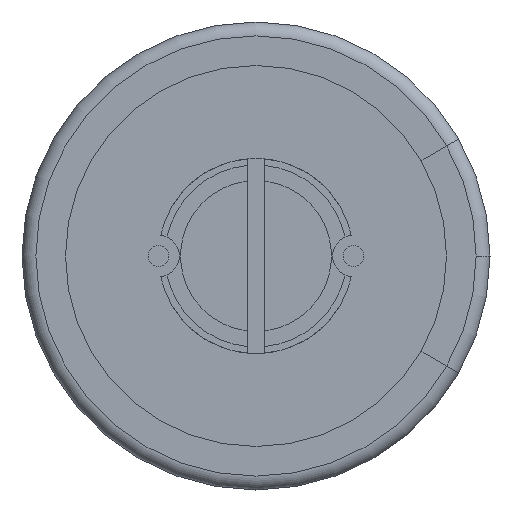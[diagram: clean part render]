
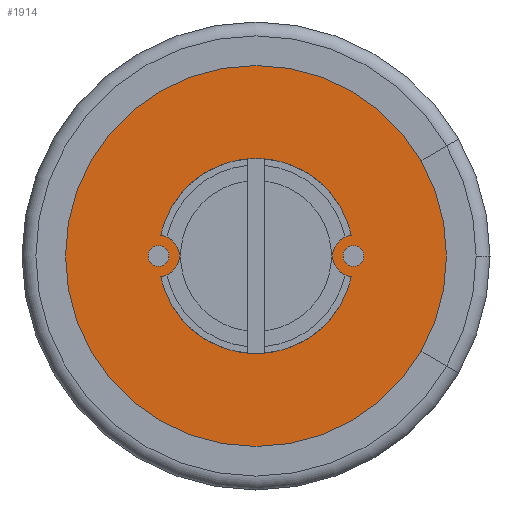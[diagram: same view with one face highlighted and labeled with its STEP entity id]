
A CAD part, front view. The second image highlights one B-rep face of the part: STEP entity #1914.
In plain terms, the highlighted planar face has unit normal (0, -1, 0).
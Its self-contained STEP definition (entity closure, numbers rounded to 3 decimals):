
#46 = EDGE_CURVE ( 'NONE', #2751, #1345, #287, .T. ) ;
#125 = CIRCLE ( 'NONE', #960, 7.326 ) ;
#138 = AXIS2_PLACEMENT_3D ( 'NONE', #1383, #2503, #2522 ) ;
#159 = AXIS2_PLACEMENT_3D ( 'NONE', #2890, #425, #2629 ) ;
#163 = CIRCLE ( 'NONE', #806, 3.75 ) ;
#165 = FACE_OUTER_BOUND ( 'NONE', #1325, .T. ) ;
#187 = CARTESIAN_POINT ( 'NONE',  ( 0., 0.95, 0. ) ) ;
#287 = CIRCLE ( 'NONE', #1932, 0.8 ) ;
#331 = ORIENTED_EDGE ( 'NONE', *, *, #46, .F. ) ;
#332 = CIRCLE ( 'NONE', #2422, 3.75 ) ;
#425 = DIRECTION ( 'NONE',  ( 0., 1., 0. ) ) ;
#430 = CIRCLE ( 'NONE', #138, 7.326 ) ;
#432 = PLANE ( 'NONE',  #159 ) ;
#692 = DIRECTION ( 'NONE',  ( 0., -1., 0. ) ) ;
#751 = CARTESIAN_POINT ( 'NONE',  ( 6.344, 0.95, -3.663 ) ) ;
#785 = VERTEX_POINT ( 'NONE', #1741 ) ;
#806 = AXIS2_PLACEMENT_3D ( 'NONE', #1792, #2666, #1565 ) ;
#839 = EDGE_LOOP ( 'NONE', ( #331, #867, #1440, #1382, #939 ) ) ;
#858 = DIRECTION ( 'NONE',  ( -1., 0., 0. ) ) ;
#867 = ORIENTED_EDGE ( 'NONE', *, *, #2447, .F. ) ;
#933 = DIRECTION ( 'NONE',  ( 1., 0., 0. ) ) ;
#939 = ORIENTED_EDGE ( 'NONE', *, *, #1021, .F. ) ;
#940 = EDGE_CURVE ( 'NONE', #2582, #2569, #430, .T. ) ;
#960 = AXIS2_PLACEMENT_3D ( 'NONE', #187, #1084, #1327 ) ;
#1021 = EDGE_CURVE ( 'NONE', #1345, #2516, #1620, .T. ) ;
#1038 = CARTESIAN_POINT ( 'NONE',  ( 0., 0.95, 0. ) ) ;
#1039 = EDGE_CURVE ( 'NONE', #785, #2516, #1772, .T. ) ;
#1084 = DIRECTION ( 'NONE',  ( 0., -1., 0. ) ) ;
#1131 = CARTESIAN_POINT ( 'NONE',  ( 0., 0.95, 0. ) ) ;
#1137 = DIRECTION ( 'NONE',  ( 0., -1., 0. ) ) ;
#1151 = DIRECTION ( 'NONE',  ( 0., -1., 0. ) ) ;
#1173 = CARTESIAN_POINT ( 'NONE',  ( 3.75, 0.95, 0. ) ) ;
#1290 = ORIENTED_EDGE ( 'NONE', *, *, #940, .T. ) ;
#1325 = EDGE_LOOP ( 'NONE', ( #2613, #1290, #2535 ) ) ;
#1327 = DIRECTION ( 'NONE',  ( 1., 0., 0. ) ) ;
#1345 = VERTEX_POINT ( 'NONE', #1963 ) ;
#1350 = DIRECTION ( 'NONE',  ( -1., 0., 0. ) ) ;
#1358 = AXIS2_PLACEMENT_3D ( 'NONE', #2062, #1137, #1350 ) ;
#1382 = ORIENTED_EDGE ( 'NONE', *, *, #1039, .T. ) ;
#1383 = CARTESIAN_POINT ( 'NONE',  ( 0., 0.95, 0. ) ) ;
#1400 = AXIS2_PLACEMENT_3D ( 'NONE', #1131, #692, #933 ) ;
#1440 = ORIENTED_EDGE ( 'NONE', *, *, #1647, .F. ) ;
#1445 = DIRECTION ( 'NONE',  ( -1., 0., 0. ) ) ;
#1536 = CARTESIAN_POINT ( 'NONE',  ( -3.75, 0.95, 0. ) ) ;
#1565 = DIRECTION ( 'NONE',  ( -1., 0., 0. ) ) ;
#1620 = CIRCLE ( 'NONE', #1358, 3.75 ) ;
#1647 = EDGE_CURVE ( 'NONE', #785, #1943, #332, .T. ) ;
#1653 = VERTEX_POINT ( 'NONE', #1716 ) ;
#1716 = CARTESIAN_POINT ( 'NONE',  ( 6.344, 0.95, 3.663 ) ) ;
#1741 = CARTESIAN_POINT ( 'NONE',  ( 3.665, 0.95, 0.795 ) ) ;
#1751 = DIRECTION ( 'NONE',  ( 0., 1., 0. ) ) ;
#1772 = CIRCLE ( 'NONE', #2808, 0.8 ) ;
#1782 = CARTESIAN_POINT ( 'NONE',  ( -3.665, 0.95, 0.795 ) ) ;
#1792 = CARTESIAN_POINT ( 'NONE',  ( 0., 0.95, 0. ) ) ;
#1850 = FACE_BOUND ( 'NONE', #839, .T. ) ;
#1899 = EDGE_CURVE ( 'NONE', #2569, #1653, #125, .T. ) ;
#1914 = ADVANCED_FACE ( 'NONE', ( #1850, #165 ), #432, .F. ) ;
#1932 = AXIS2_PLACEMENT_3D ( 'NONE', #1536, #1751, #858 ) ;
#1943 = VERTEX_POINT ( 'NONE', #1993 ) ;
#1963 = CARTESIAN_POINT ( 'NONE',  ( -3.665, 0.95, -0.795 ) ) ;
#1993 = CARTESIAN_POINT ( 'NONE',  ( 0., 0.95, 3.75 ) ) ;
#2025 = CARTESIAN_POINT ( 'NONE',  ( 3.665, 0.95, -0.795 ) ) ;
#2036 = EDGE_CURVE ( 'NONE', #1653, #2582, #2363, .T. ) ;
#2062 = CARTESIAN_POINT ( 'NONE',  ( 0., 0.95, 0. ) ) ;
#2075 = DIRECTION ( 'NONE',  ( -1., 0., 0. ) ) ;
#2336 = DIRECTION ( 'NONE',  ( 0., -1., 0. ) ) ;
#2363 = CIRCLE ( 'NONE', #1400, 7.326 ) ;
#2422 = AXIS2_PLACEMENT_3D ( 'NONE', #1038, #2336, #1445 ) ;
#2447 = EDGE_CURVE ( 'NONE', #1943, #2751, #163, .T. ) ;
#2503 = DIRECTION ( 'NONE',  ( 0., -1., 0. ) ) ;
#2516 = VERTEX_POINT ( 'NONE', #2025 ) ;
#2522 = DIRECTION ( 'NONE',  ( 1., 0., 0. ) ) ;
#2535 = ORIENTED_EDGE ( 'NONE', *, *, #1899, .T. ) ;
#2569 = VERTEX_POINT ( 'NONE', #2796 ) ;
#2582 = VERTEX_POINT ( 'NONE', #751 ) ;
#2613 = ORIENTED_EDGE ( 'NONE', *, *, #2036, .T. ) ;
#2629 = DIRECTION ( 'NONE',  ( -1., 0., 0. ) ) ;
#2666 = DIRECTION ( 'NONE',  ( 0., -1., 0. ) ) ;
#2751 = VERTEX_POINT ( 'NONE', #1782 ) ;
#2796 = CARTESIAN_POINT ( 'NONE',  ( 7.326, 0.95, 0. ) ) ;
#2808 = AXIS2_PLACEMENT_3D ( 'NONE', #1173, #1151, #2075 ) ;
#2890 = CARTESIAN_POINT ( 'NONE',  ( 0., 0.95, 0. ) ) ;
